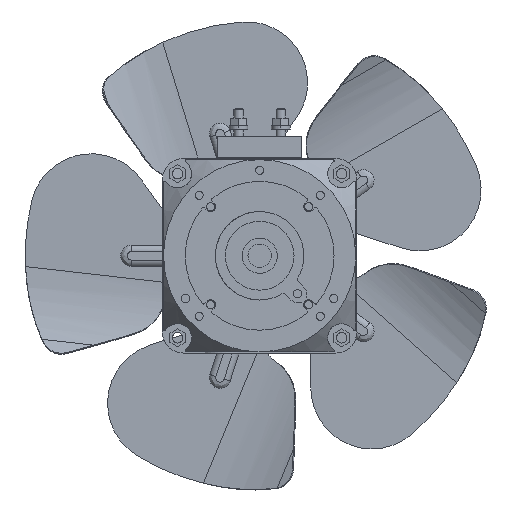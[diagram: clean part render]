
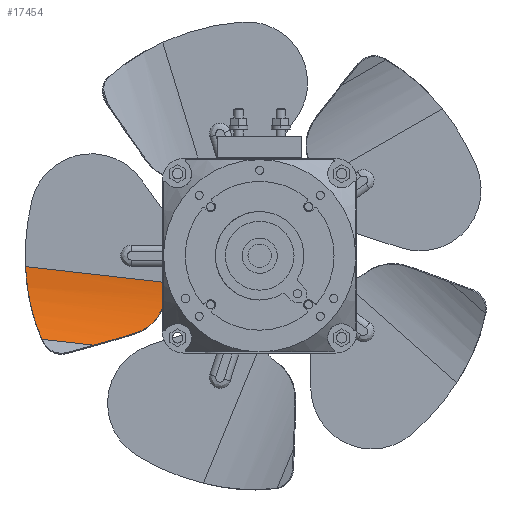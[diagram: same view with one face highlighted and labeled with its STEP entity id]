
A CAD part, front view. The second image highlights one B-rep face of the part: STEP entity #17454.
In plain terms, the highlighted cylindrical face has radius 64 mm (diameter 128 mm), a partial arc.
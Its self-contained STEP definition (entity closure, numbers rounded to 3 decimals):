
#14547=DIRECTION('',(0.113,-0.994,0.));
#14548=VECTOR('',#14547,70.523);
#14549=CARTESIAN_POINT('',(4.608,99.894,-1.));
#14550=LINE('',#14549,#14548);
#14715=CARTESIAN_POINT('',(12.546,29.819,
-1.));
#14829=CARTESIAN_POINT('',(4.608,99.894,-1.));
#14830=CARTESIAN_POINT('',(10.13,99.635,-1.));
#14831=CARTESIAN_POINT('',(21.124,98.189,
-2.417));
#14832=CARTESIAN_POINT('',(31.088,94.858,
-6.204));
#14833=CARTESIAN_POINT('',(35.657,92.734,
-8.491));
#14835=CARTESIAN_POINT('',(19.879,40.61,
-1.567));
#14836=CARTESIAN_POINT('',(18.745,40.31,
-1.412));
#14837=CARTESIAN_POINT('',(16.576,39.295,
-1.175));
#14838=CARTESIAN_POINT('',(14.046,36.717,
-1.026));
#14839=CARTESIAN_POINT('',(12.569,33.412,
-0.998));
#14840=CARTESIAN_POINT('',(12.412,31.001,
-1.));
#14841=CARTESIAN_POINT('',(12.546,29.819,
-1.));
#14843=CARTESIAN_POINT('',(33.235,53.709,
-5.371));
#14844=CARTESIAN_POINT('',(32.77,52.129,
-5.122));
#14845=CARTESIAN_POINT('',(31.461,49.101,
-4.505));
#14846=CARTESIAN_POINT('',(28.443,45.233,
-3.404));
#14847=CARTESIAN_POINT('',(24.525,42.274,
-2.341));
#14848=CARTESIAN_POINT('',(21.469,41.03,
-1.785));
#14849=CARTESIAN_POINT('',(19.879,40.61,
-1.567));
#14851=CARTESIAN_POINT('',(-120.293,44.637,
-349.014));
#14852=DIRECTION('',(0.869,-0.316,-0.38));
#14853=DIRECTION('',(0.421,0.07,0.904));
#14854=AXIS2_PLACEMENT_3D('',#14851,#14852,#14853);
#14856=DIRECTION('',(-0.113,0.994,0.));
#14857=VECTOR('',#14856,21.969);
#14858=CARTESIAN_POINT('',(38.13,70.904,
-8.491));
#14859=LINE('',#14858,#14857);
#16303=VERTEX_POINT('',#14715);
#16388=CARTESIAN_POINT('',(35.657,92.734,
-8.491));
#16390=VERTEX_POINT('',#16388);
#16397=CARTESIAN_POINT('',(38.13,70.904,
-8.491));
#16398=VERTEX_POINT('',#16397);
#16407=VERTEX_POINT('',#14829);
#16408=CARTESIAN_POINT('',(33.235,53.709,
-5.371));
#16409=VERTEX_POINT('',#16408);
#16410=VERTEX_POINT('',#14849);
#17437=CARTESIAN_POINT('',(12.546,29.819,-65.));
#17438=DIRECTION('',(-0.113,0.994,0.));
#17439=DIRECTION('',(0.,0.,1.));
#17440=AXIS2_PLACEMENT_3D('',#17437,#17438,#17439);
#17441=CYLINDRICAL_SURFACE('',#17440,64.);
#17443=ORIENTED_EDGE('',*,*,#17442,.T.);
#17444=ORIENTED_EDGE('',*,*,#17281,.F.);
#17445=ORIENTED_EDGE('',*,*,#17333,.T.);
#17447=ORIENTED_EDGE('',*,*,#17446,.F.);
#17449=ORIENTED_EDGE('',*,*,#17448,.F.);
#17451=ORIENTED_EDGE('',*,*,#17450,.F.);
#17452=EDGE_LOOP('',(#17443,#17444,#17445,#17447,#17449,#17451));
#17453=FACE_OUTER_BOUND('',#17452,.F.);
#17454=ADVANCED_FACE('',(#17453),#17441,.F.);
#14834=B_SPLINE_CURVE_WITH_KNOTS('',3,(#14829,#14830,#14831,#14832,#14833),
.UNSPECIFIED.,.F.,.F.,(4,1,4),(0.,0.5,1.),.UNSPECIFIED.);
#14842=B_SPLINE_CURVE_WITH_KNOTS('',3,(#14835,#14836,#14837,#14838,#14839,
#14840,#14841),.UNSPECIFIED.,.F.,.F.,(4,1,1,1,4),(0.,0.25,0.5,0.75,
1.),.UNSPECIFIED.);
#14850=B_SPLINE_CURVE_WITH_KNOTS('',3,(#14843,#14844,#14845,#14846,#14847,
#14848,#14849),.UNSPECIFIED.,.F.,.F.,(4,1,1,1,4),(0.,0.25,0.5,0.75,
1.),.UNSPECIFIED.);
#14855=CIRCLE('',#14854,376.489);
#17281=EDGE_CURVE('',#16407,#16390,#14834,.T.);
#17333=EDGE_CURVE('',#16407,#16303,#14550,.T.);
#17442=EDGE_CURVE('',#16398,#16390,#14859,.T.);
#17446=EDGE_CURVE('',#16410,#16303,#14842,.T.);
#17448=EDGE_CURVE('',#16409,#16410,#14850,.T.);
#17450=EDGE_CURVE('',#16398,#16409,#14855,.T.);
